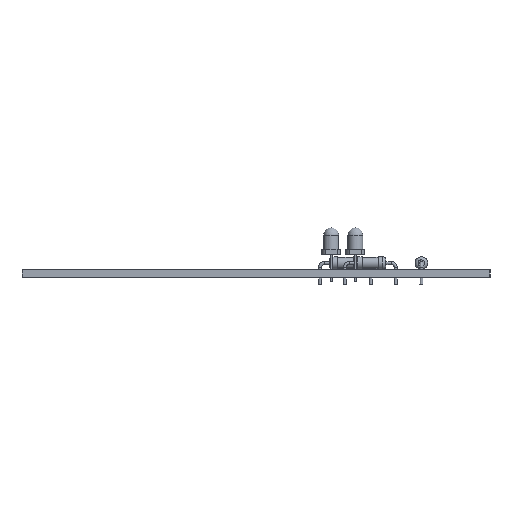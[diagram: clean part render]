
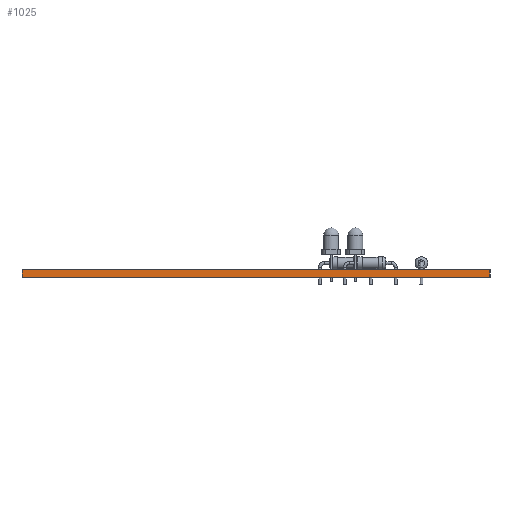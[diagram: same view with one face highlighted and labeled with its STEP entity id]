
A CAD part, left-side view. The second image highlights one B-rep face of the part: STEP entity #1025.
In plain terms, the highlighted planar face has unit normal (-1, 0, 0).
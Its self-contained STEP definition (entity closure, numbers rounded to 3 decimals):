
#969 = VERTEX_POINT('',#970);
#970 = CARTESIAN_POINT('',(99.528,-146.76,1.51));
#976 = EDGE_CURVE('',#977,#969,#979,.T.);
#977 = VERTEX_POINT('',#978);
#978 = CARTESIAN_POINT('',(99.528,-146.76,0.));
#979 = LINE('',#980,#981);
#980 = CARTESIAN_POINT('',(99.528,-146.76,0.));
#981 = VECTOR('',#982,1.);
#982 = DIRECTION('',(0.,0.,1.));
#1025 = ADVANCED_FACE('',(#1026),#1051,.T.);
#1026 = FACE_BOUND('',#1027,.T.);
#1027 = EDGE_LOOP('',(#1028,#1029,#1037,#1045));
#1028 = ORIENTED_EDGE('',*,*,#976,.T.);
#1029 = ORIENTED_EDGE('',*,*,#1030,.T.);
#1030 = EDGE_CURVE('',#969,#1031,#1033,.T.);
#1031 = VERTEX_POINT('',#1032);
#1032 = CARTESIAN_POINT('',(99.528,-53.24,1.51));
#1033 = LINE('',#1034,#1035);
#1034 = CARTESIAN_POINT('',(99.528,-146.76,1.51));
#1035 = VECTOR('',#1036,1.);
#1036 = DIRECTION('',(0.,1.,0.));
#1037 = ORIENTED_EDGE('',*,*,#1038,.F.);
#1038 = EDGE_CURVE('',#1039,#1031,#1041,.T.);
#1039 = VERTEX_POINT('',#1040);
#1040 = CARTESIAN_POINT('',(99.528,-53.24,0.));
#1041 = LINE('',#1042,#1043);
#1042 = CARTESIAN_POINT('',(99.528,-53.24,0.));
#1043 = VECTOR('',#1044,1.);
#1044 = DIRECTION('',(0.,0.,1.));
#1045 = ORIENTED_EDGE('',*,*,#1046,.F.);
#1046 = EDGE_CURVE('',#977,#1039,#1047,.T.);
#1047 = LINE('',#1048,#1049);
#1048 = CARTESIAN_POINT('',(99.528,-146.76,0.));
#1049 = VECTOR('',#1050,1.);
#1050 = DIRECTION('',(0.,1.,0.));
#1051 = PLANE('',#1052);
#1052 = AXIS2_PLACEMENT_3D('',#1053,#1054,#1055);
#1053 = CARTESIAN_POINT('',(99.528,-146.76,0.));
#1054 = DIRECTION('',(-1.,0.,0.));
#1055 = DIRECTION('',(0.,1.,0.));
